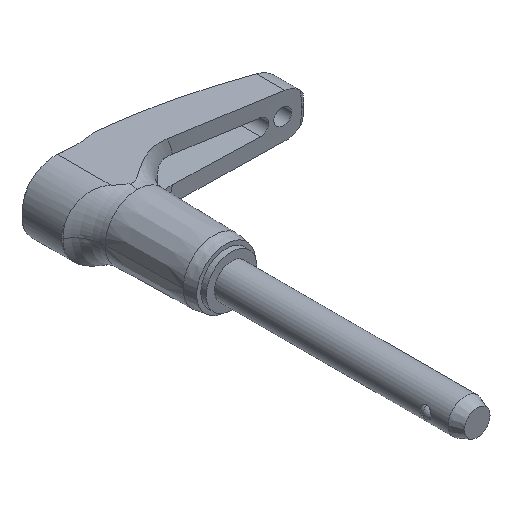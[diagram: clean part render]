
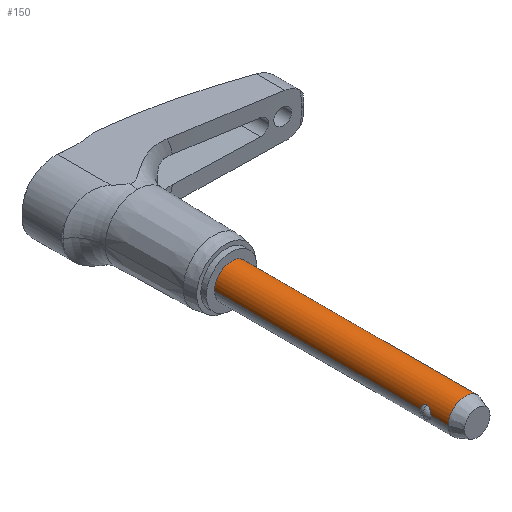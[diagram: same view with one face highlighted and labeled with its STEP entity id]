
A CAD part, isometric view. The second image highlights one B-rep face of the part: STEP entity #150.
In plain terms, the highlighted cylindrical face has radius 3.175 mm (diameter 6.35 mm), a partial arc.
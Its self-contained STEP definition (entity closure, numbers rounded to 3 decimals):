
#150=ADVANCED_FACE('',(#322),#323,.T.);
#322=FACE_OUTER_BOUND('',#514,.T.);
#323=CYLINDRICAL_SURFACE('',#515,3.175);
#514=EDGE_LOOP('',(#908,#909,#910,#911,#912,#913,#914,#915,#916,#917));
#515=AXIS2_PLACEMENT_3D('',#918,#919,#920);
#908=ORIENTED_EDGE('',*,*,#1173,.T.);
#909=ORIENTED_EDGE('',*,*,#1311,.T.);
#910=ORIENTED_EDGE('',*,*,#1312,.T.);
#911=ORIENTED_EDGE('',*,*,#1180,.T.);
#912=ORIENTED_EDGE('',*,*,#1313,.F.);
#913=ORIENTED_EDGE('',*,*,#1178,.T.);
#914=ORIENTED_EDGE('',*,*,#1314,.T.);
#915=ORIENTED_EDGE('',*,*,#1309,.T.);
#916=ORIENTED_EDGE('',*,*,#1175,.T.);
#917=ORIENTED_EDGE('',*,*,#1209,.T.);
#918=CARTESIAN_POINT('',(0.0,-22.733,0.0));
#919=DIRECTION('',(-0.0,1.0,0.0));
#920=DIRECTION('',(1.0,0.0,0.0));
#1173=EDGE_CURVE('',#1408,#1409,#1410,.T.);
#1175=EDGE_CURVE('',#1413,#1411,#1414,.T.);
#1178=EDGE_CURVE('',#1419,#1417,#1420,.T.);
#1180=EDGE_CURVE('',#1423,#1421,#1424,.T.);
#1209=EDGE_CURVE('',#1411,#1408,#1470,.T.);
#1309=EDGE_CURVE('',#1615,#1413,#1617,.T.);
#1311=EDGE_CURVE('',#1409,#1619,#1620,.T.);
#1312=EDGE_CURVE('',#1619,#1423,#1621,.T.);
#1313=EDGE_CURVE('',#1419,#1421,#1622,.T.);
#1314=EDGE_CURVE('',#1417,#1615,#1623,.T.);
#1408=VERTEX_POINT('',#1910);
#1409=VERTEX_POINT('',#1911);
#1410=LINE('',#1912,#1913);
#1411=VERTEX_POINT('',#1914);
#1413=VERTEX_POINT('',#1916);
#1414=LINE('',#1917,#1918);
#1417=VERTEX_POINT('',#1934);
#1419=VERTEX_POINT('',#1949);
#1420=LINE('',#1950,#1951);
#1421=VERTEX_POINT('',#1952);
#1423=VERTEX_POINT('',#1954);
#1424=LINE('',#1955,#1956);
#1470=CIRCLE('',#2114,3.175);
#1615=VERTEX_POINT('',#2717);
#1617=B_SPLINE_CURVE_WITH_KNOTS('',3,(#2719,#2720,#2721,#2722,#2723,#2724,#2725,#2726,#2727,#2728,#2729,#2730,#2731,#2732),.UNSPECIFIED.,.F.,.F.,(4,2,2,2,2,2,4),(0.0,0.342,0.684,0.852,1.02,1.311,1.601),.UNSPECIFIED.);
#1619=VERTEX_POINT('',#2734);
#1620=B_SPLINE_CURVE_WITH_KNOTS('',3,(#2735,#2736,#2737,#2738,#2739,#2740,#2741,#2742,#2743,#2744,#2745,#2746,#2747,#2748),.UNSPECIFIED.,.F.,.F.,(4,2,2,2,2,2,4),(1.601,1.892,2.183,2.351,2.519,2.861,3.203),.UNSPECIFIED.);
#1621=B_SPLINE_CURVE_WITH_KNOTS('',3,(#2749,#2750,#2751,#2752,#2753,#2754,#2755,#2756,#2757,#2758,#2759,#2760,#2761,#2762),.UNSPECIFIED.,.F.,.F.,(4,2,2,2,2,2,4),(3.203,3.545,3.887,4.055,4.223,4.514,4.804),.UNSPECIFIED.);
#1622=CIRCLE('',#2763,3.175);
#1623=B_SPLINE_CURVE_WITH_KNOTS('',3,(#2764,#2765,#2766,#2767,#2768,#2769,#2770,#2771,#2772,#2773,#2774,#2775,#2776,#2777),.UNSPECIFIED.,.F.,.F.,(4,2,2,2,2,2,4),(4.804,5.095,5.386,5.554,5.722,6.064,6.406),.UNSPECIFIED.);
#1910=CARTESIAN_POINT('',(3.175,-43.256,0.0));
#1911=CARTESIAN_POINT('',(3.175,-40.093,0.));
#1912=CARTESIAN_POINT('',(3.175,-22.733,0.));
#1913=VECTOR('',#2982,1.0);
#1914=CARTESIAN_POINT('',(-3.175,-43.256,0.));
#1916=CARTESIAN_POINT('',(-3.175,-40.093,0.));
#1917=CARTESIAN_POINT('',(-3.175,-22.733,0.));
#1918=VECTOR('',#2986,1.0);
#1934=CARTESIAN_POINT('',(-3.175,-38.1,0.));
#1949=CARTESIAN_POINT('',(-3.175,0.0,0.));
#1950=CARTESIAN_POINT('',(-3.175,-22.733,0.));
#1951=VECTOR('',#2987,1.0);
#1952=CARTESIAN_POINT('',(3.175,0.0,0.0));
#1954=CARTESIAN_POINT('',(3.175,-38.1,0.));
#1955=CARTESIAN_POINT('',(3.175,-22.733,0.));
#1956=VECTOR('',#2991,1.0);
#2114=AXIS2_PLACEMENT_3D('',#3028,#3029,#3030);
#2717=CARTESIAN_POINT('',(-2.97,-39.096,1.123));
#2719=CARTESIAN_POINT('',(-2.97,-39.096,1.123));
#2720=CARTESIAN_POINT('',(-2.97,-39.21,1.123));
#2721=CARTESIAN_POINT('',(-2.979,-39.331,1.1));
#2722=CARTESIAN_POINT('',(-3.011,-39.554,1.01));
#2723=CARTESIAN_POINT('',(-3.033,-39.656,0.942));
#2724=CARTESIAN_POINT('',(-3.065,-39.778,0.828));
#2725=CARTESIAN_POINT('',(-3.077,-39.818,0.783));
#2726=CARTESIAN_POINT('',(-3.1,-39.891,0.687));
#2727=CARTESIAN_POINT('',(-3.111,-39.923,0.636));
#2728=CARTESIAN_POINT('',(-3.136,-39.995,0.503));
#2729=CARTESIAN_POINT('',(-3.151,-40.032,0.405));
#2730=CARTESIAN_POINT('',(-3.17,-40.082,0.202));
#2731=CARTESIAN_POINT('',(-3.175,-40.093,0.097));
#2732=CARTESIAN_POINT('',(-3.175,-40.093,0.));
#2734=CARTESIAN_POINT('',(2.97,-39.096,1.123));
#2735=CARTESIAN_POINT('',(3.175,-40.093,0.));
#2736=CARTESIAN_POINT('',(3.175,-40.093,0.097));
#2737=CARTESIAN_POINT('',(3.17,-40.082,0.202));
#2738=CARTESIAN_POINT('',(3.151,-40.032,0.405));
#2739=CARTESIAN_POINT('',(3.136,-39.995,0.503));
#2740=CARTESIAN_POINT('',(3.111,-39.923,0.636));
#2741=CARTESIAN_POINT('',(3.1,-39.891,0.687));
#2742=CARTESIAN_POINT('',(3.077,-39.818,0.783));
#2743=CARTESIAN_POINT('',(3.065,-39.778,0.828));
#2744=CARTESIAN_POINT('',(3.033,-39.656,0.942));
#2745=CARTESIAN_POINT('',(3.011,-39.554,1.01));
#2746=CARTESIAN_POINT('',(2.979,-39.331,1.1));
#2747=CARTESIAN_POINT('',(2.97,-39.21,1.123));
#2748=CARTESIAN_POINT('',(2.97,-39.096,1.123));
#2749=CARTESIAN_POINT('',(2.97,-39.096,1.123));
#2750=CARTESIAN_POINT('',(2.97,-38.982,1.123));
#2751=CARTESIAN_POINT('',(2.979,-38.861,1.1));
#2752=CARTESIAN_POINT('',(3.011,-38.639,1.01));
#2753=CARTESIAN_POINT('',(3.033,-38.537,0.942));
#2754=CARTESIAN_POINT('',(3.065,-38.415,0.828));
#2755=CARTESIAN_POINT('',(3.077,-38.375,0.783));
#2756=CARTESIAN_POINT('',(3.1,-38.302,0.687));
#2757=CARTESIAN_POINT('',(3.111,-38.269,0.636));
#2758=CARTESIAN_POINT('',(3.136,-38.198,0.503));
#2759=CARTESIAN_POINT('',(3.151,-38.161,0.405));
#2760=CARTESIAN_POINT('',(3.17,-38.111,0.202));
#2761=CARTESIAN_POINT('',(3.175,-38.1,0.097));
#2762=CARTESIAN_POINT('',(3.175,-38.1,0.));
#2763=AXIS2_PLACEMENT_3D('',#3164,#3165,#3166);
#2764=CARTESIAN_POINT('',(-3.175,-38.1,0.));
#2765=CARTESIAN_POINT('',(-3.175,-38.1,0.097));
#2766=CARTESIAN_POINT('',(-3.17,-38.111,0.202));
#2767=CARTESIAN_POINT('',(-3.151,-38.161,0.405));
#2768=CARTESIAN_POINT('',(-3.136,-38.198,0.503));
#2769=CARTESIAN_POINT('',(-3.111,-38.269,0.636));
#2770=CARTESIAN_POINT('',(-3.1,-38.302,0.687));
#2771=CARTESIAN_POINT('',(-3.077,-38.375,0.783));
#2772=CARTESIAN_POINT('',(-3.065,-38.415,0.828));
#2773=CARTESIAN_POINT('',(-3.033,-38.537,0.942));
#2774=CARTESIAN_POINT('',(-3.011,-38.639,1.01));
#2775=CARTESIAN_POINT('',(-2.979,-38.861,1.1));
#2776=CARTESIAN_POINT('',(-2.97,-38.982,1.123));
#2777=CARTESIAN_POINT('',(-2.97,-39.096,1.123));
#2982=DIRECTION('',(0.0,1.0,0.0));
#2986=DIRECTION('',(-0.0,-1.0,-0.0));
#2987=DIRECTION('',(-0.0,-1.0,-0.0));
#2991=DIRECTION('',(0.0,1.0,0.0));
#3028=CARTESIAN_POINT('',(0.0,-43.256,0.0));
#3029=DIRECTION('',(0.,1.0,0.0));
#3030=DIRECTION('',(1.0,0.,0.0));
#3164=CARTESIAN_POINT('',(0.0,0.0,0.0));
#3165=DIRECTION('',(-0.0,1.0,0.0));
#3166=DIRECTION('',(1.0,0.0,0.0));
